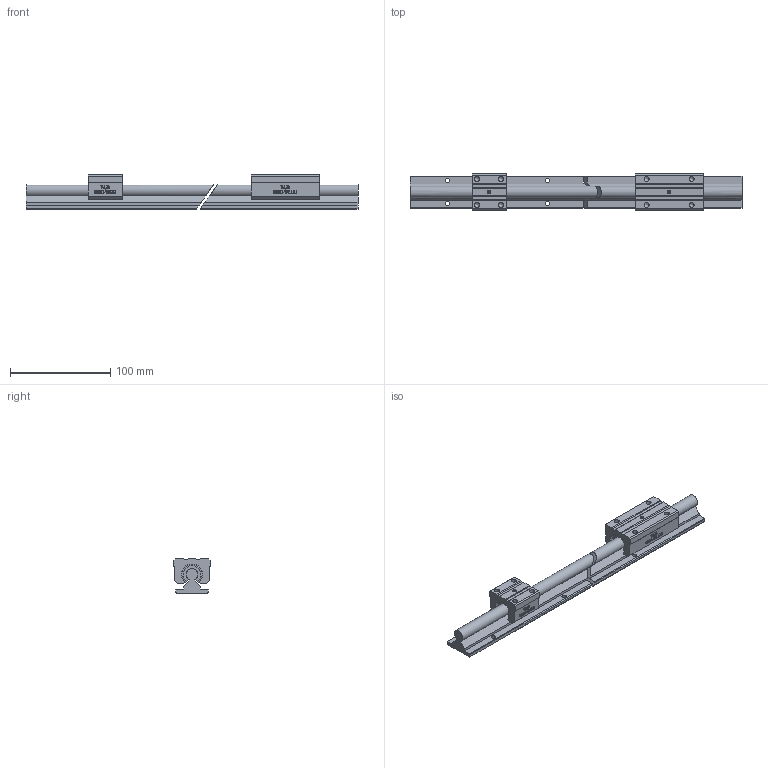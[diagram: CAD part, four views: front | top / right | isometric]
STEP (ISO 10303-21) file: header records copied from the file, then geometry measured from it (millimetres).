
FILE_DESCRIPTION(/* description */ (''),/* implementation_level */ '2;1');
FILE_NAME(/* name */ 'WJB-SME-12UU 12LUU.stp',/* time_stamp */ '2018-12-20T11:02:41+08:00',/* author */ (''),/* organization */ (''),/* preprocessor_version */ 'ST-DEVELOPER v11',/* originating_system */ 'SIEMENS UGS NX 6.0',/* authorisation */ '');
FILE_SCHEMA (('CONFIG_CONTROL_DESIGN'));
Length unit declared in the file: millimetre
Products named in the file (1): ROCKEE710lqs
Bounding box: 331.88 x 36 x 34 mm (x, y, z)
Volume: 178071.7 mm3; surface area: 57932.8 mm2
Topology: 4 solids, 4 shells, 630 faces, 1676 edges, 1108 vertices
Faces by surface type: plane 424, extrusion 124, cylinder 62, cone 13, torus 7
Full cylindrical faces by diameter (mm): 3.688 x2, 4.125 x6, 5 x8, 6.375 x3, 6.675 x3
Entity records: 22458 total; most frequent: CARTESIAN_POINT 7876, ORIENTED_EDGE 3226, DIRECTION 2356, EDGE_CURVE 1613, VERTEX_POINT 1096, VECTOR 1080, LINE 956, EDGE_LOOP 742
